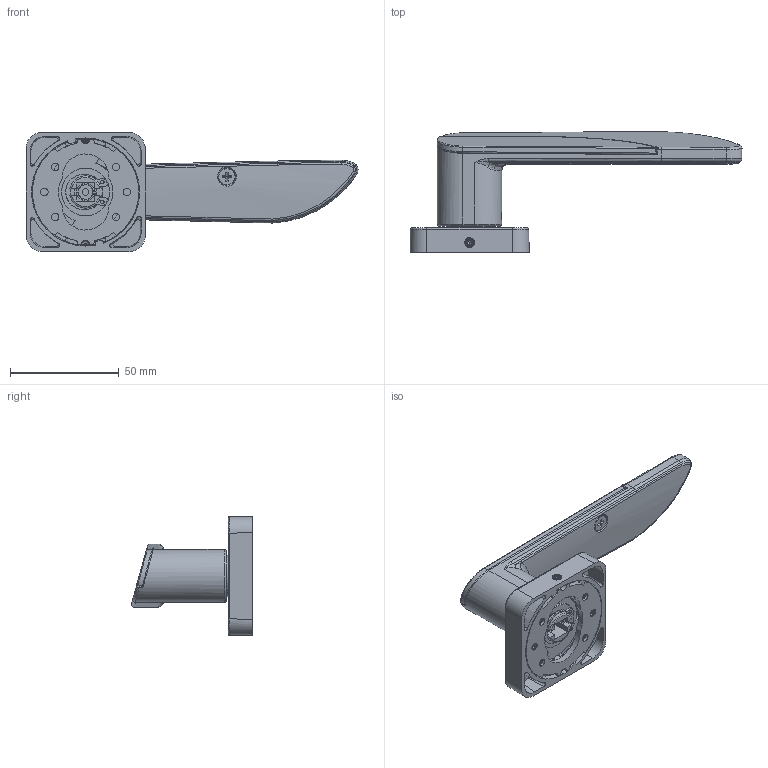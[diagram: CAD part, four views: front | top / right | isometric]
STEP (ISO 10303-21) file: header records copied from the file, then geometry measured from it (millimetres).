
FILE_DESCRIPTION((''),'2;1');
FILE_NAME('D05-FIONA-HANDLE-ASS-02_ASM','2024-11-04T16:28:48',('abhayns'),(''),'CREO PARAMETRIC BY PTC INC, 2022164','CREO PARAMETRIC BY PTC INC, 2022164','');
FILE_SCHEMA(('CONFIG_CONTROL_DESIGN'));
Length unit declared in the file: millimetre
Products named in the file (13): D05-FIONA-HANDLE-DFM02; D05-FIONA-INLAY-DFM02; SCREW_M4X8_CSK-01; MH-SCREW-M4X12; MRT-126-71_HANDLE_WASHER; SQUARE-ROSE-MAZAK; MRT-126-61_HANDLE_SPRING_1; MRT-126-21_HANDLE_CAM; MRT-126-22_HANDLE_SPACER; DIN_471_EXTERNAL_CIRCLIP_SHAFT_; INNER_ROSE; ISO_4027_CONE_POINT_GRUB_SCRE_1; D05-FIONA-HANDLE-ASS-02_ASM
Assembly tree (13 placements, depth 2):
  D05-FIONA-HANDLE-ASS-02_ASM
    D05-FIONA-HANDLE-DFM02
    D05-FIONA-INLAY-DFM02
    SCREW_M4X8_CSK-01
    MH-SCREW-M4X12
    MRT-126-71_HANDLE_WASHER
    SQUARE-ROSE-MAZAK
    MRT-126-61_HANDLE_SPRING_1
    MRT-126-21_HANDLE_CAM
    MRT-126-22_HANDLE_SPACER
    DIN_471_EXTERNAL_CIRCLIP_SHAFT_
    INNER_ROSE
    ISO_4027_CONE_POINT_GRUB_SCRE_1  x2
Bounding box: 152.68 x 55.62 x 54.81 mm (x, y, z)
Volume: 68846.2 mm3; surface area: 38866.2 mm2
Topology: 12 solids, 13 shells, 781 faces, 2115 edges, 1373 vertices
Faces by surface type: plane 248, cylinder 241, cone 117, bspline 114, extrusion 27, torus 26, sphere 8
Entity records: 43331 total; most frequent: CARTESIAN_POINT 25850, ORIENTED_EDGE 3960, DIRECTION 3035, EDGE_CURVE 2009, VERTEX_POINT 1307, AXIS2_PLACEMENT_3D 1139, B_SPLINE_CURVE_WITH_KNOTS 793, EDGE_LOOP 789
